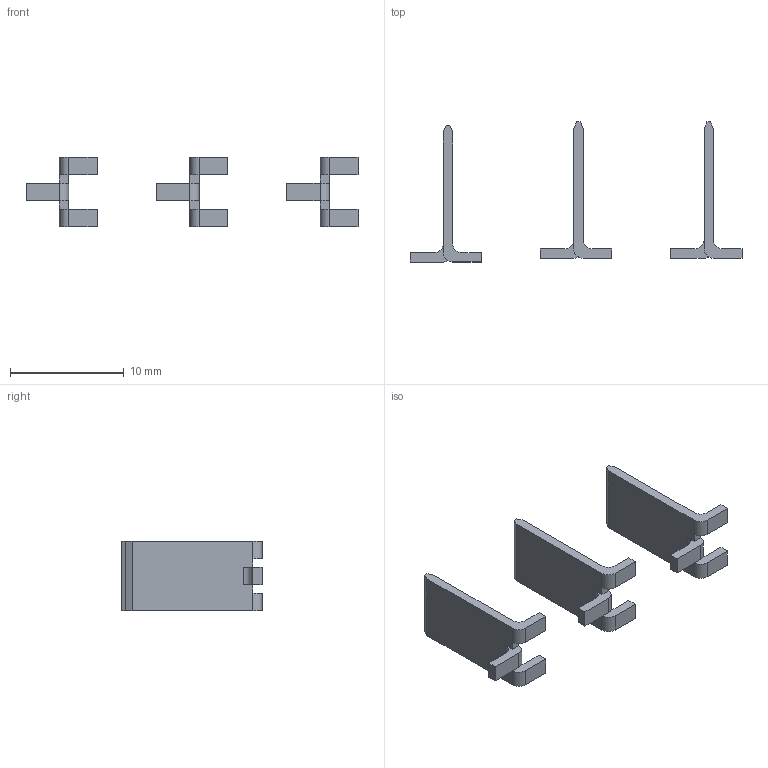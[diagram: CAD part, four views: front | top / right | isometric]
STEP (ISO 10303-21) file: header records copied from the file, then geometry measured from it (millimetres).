
FILE_DESCRIPTION (( 'STEP AP214' ), '1' );
FILE_NAME ('spade_connector_assy.STEP', '2020-10-20T19:42:26', ( '' ), ( '' ), 'SwSTEP 2.0', 'SolidWorks 2019', '' );
FILE_SCHEMA (( 'AUTOMOTIVE_DESIGN' ));
Length unit declared in the file: centimetre
Products named in the file (2): spade_connector_assy; 4928TR
Assembly tree (3 placements, depth 2):
  spade_connector_assy
    4928TR  x3
Bounding box: 29.15 x 12.3 x 6.1 mm (x, y, z)
Volume: 203.1 mm3; surface area: 628.6 mm2
Topology: 3 solids, 3 shells, 90 faces, 240 edges, 156 vertices
Faces by surface type: plane 72, cylinder 18
Entity records: 1006 total; most frequent: CARTESIAN_POINT 168, DIRECTION 164, ORIENTED_EDGE 160, EDGE_CURVE 80, VECTOR 68, LINE 68, VERTEX_POINT 52, AXIS2_PLACEMENT_3D 48
